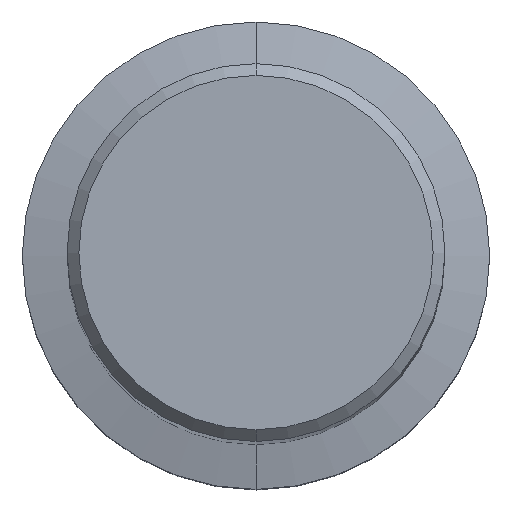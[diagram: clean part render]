
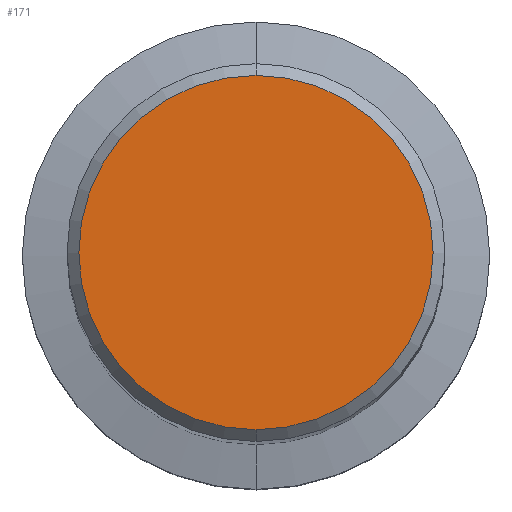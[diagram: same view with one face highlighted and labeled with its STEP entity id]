
A CAD part, top view. The second image highlights one B-rep face of the part: STEP entity #171.
In plain terms, the highlighted planar face has unit normal (0, 0, 1).
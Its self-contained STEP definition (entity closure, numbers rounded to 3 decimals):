
#143=VERTEX_POINT('',#343);
#171=ADVANCED_FACE('',(#374),#375,.T.);
#215=EDGE_CURVE('',#275,#143,#425,.T.);
#249=EDGE_CURVE('',#143,#275,#463,.T.);
#275=VERTEX_POINT('',#491);
#343=CARTESIAN_POINT('',(0.0,18.05,0.0));
#374=FACE_OUTER_BOUND('',#608,.T.);
#375=PLANE('',#609);
#425=CIRCLE('',#675,18.05);
#463=CIRCLE('',#724,18.05);
#491=CARTESIAN_POINT('',(0.,-18.05,0.0));
#608=EDGE_LOOP('',(#859,#860));
#609=AXIS2_PLACEMENT_3D('',#861,#862,#863);
#675=AXIS2_PLACEMENT_3D('',#928,#929,#930);
#724=AXIS2_PLACEMENT_3D('',#976,#977,#978);
#859=ORIENTED_EDGE('',*,*,#249,.F.);
#860=ORIENTED_EDGE('',*,*,#215,.F.);
#861=CARTESIAN_POINT('',(0.0,9.025,0.0));
#862=DIRECTION('',(-0.0,0.0,1.0));
#863=DIRECTION('',(0.0,-1.0,0.0));
#928=CARTESIAN_POINT('',(0.0,0.0,0.0));
#929=DIRECTION('',(0.0,0.0,-1.0));
#930=DIRECTION('',(0.0,1.0,0.0));
#976=CARTESIAN_POINT('',(0.0,0.0,0.0));
#977=DIRECTION('',(0.0,0.0,-1.0));
#978=DIRECTION('',(0.0,1.0,0.0));
